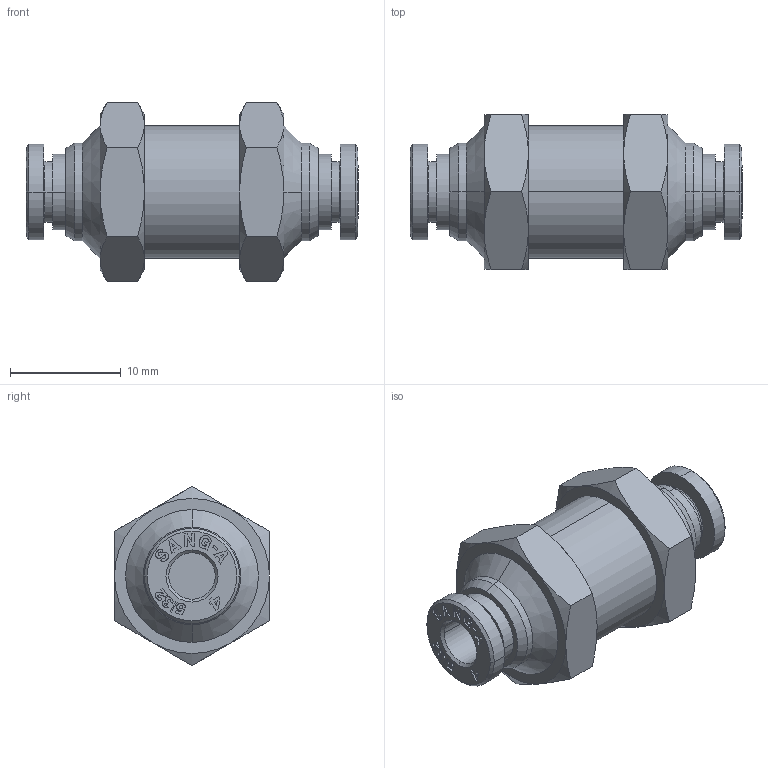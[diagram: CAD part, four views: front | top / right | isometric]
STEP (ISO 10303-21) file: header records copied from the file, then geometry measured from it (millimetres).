
FILE_DESCRIPTION (( 'STEP AP214' ), '1' );
FILE_NAME ('PMM04.stp', '2015-09-24T08:49:46', ( '' ), ( '' ), 'SwSTEP 2.0', 'SolidWorks 2015', '' );
FILE_SCHEMA (( 'AUTOMOTIVE_DESIGN' ));
Length unit declared in the file: millimetre
Products named in the file (2): PMM04; ｦ+ﾃｦ1
Assembly tree (1 placements, depth 2):
  PMM04
    ｦ+ﾃｦ1
Bounding box: 30 x 14 x 16.17 mm (x, y, z)
Volume: 2672.9 mm3; surface area: 1929.5 mm2
Topology: 1 solids, 1 shells, 810 faces, 2268 edges, 1500 vertices
Faces by surface type: plane 678, bspline 52, cone 44, cylinder 36
Entity records: 27033 total; most frequent: CARTESIAN_POINT 6014, ORIENTED_EDGE 4536, DIRECTION 3740, EDGE_CURVE 2268, LINE 1968, VECTOR 1968, VERTEX_POINT 1500, AXIS2_PLACEMENT_3D 886
